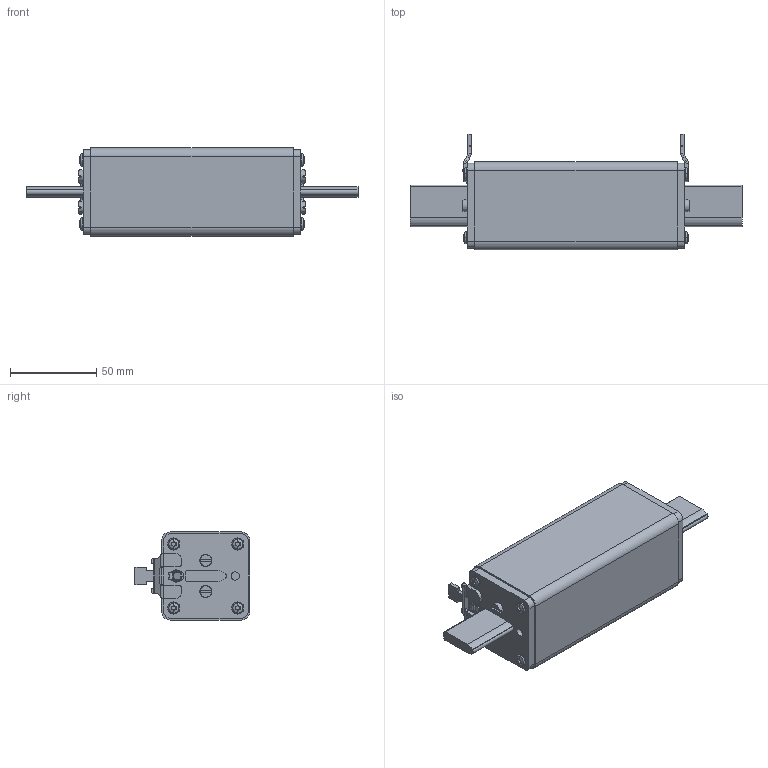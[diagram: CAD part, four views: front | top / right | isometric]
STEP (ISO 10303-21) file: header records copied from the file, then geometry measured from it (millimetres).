
FILE_DESCRIPTION((''),'2;1');
FILE_NAME('NH1XLM_1500_MODEL','2016-10-11T',('janez.tomelj'),('Audax d.o.o.'),'CREO PARAMETRIC BY PTC INC, 2015290','CREO PARAMETRIC BY PTC INC, 2015290','');
FILE_SCHEMA(('CONFIG_CONTROL_DESIGN'));
Length unit declared in the file: millimetre
Products named in the file (1): NH1XLM_1500_MODEL
Bounding box: 192 x 67 x 51 mm (x, y, z)
Volume: 334396.7 mm3; surface area: 35684.5 mm2
Topology: 1 solids, 1 shells, 453 faces, 1201 edges, 760 vertices
Faces by surface type: cylinder 217, plane 165, torus 26, sphere 16, bspline 15, cone 14
Entity records: 24581 total; most frequent: CARTESIAN_POINT 13294, ORIENTED_EDGE 2402, DIRECTION 2354, EDGE_CURVE 1201, AXIS2_PLACEMENT_3D 887, VERTEX_POINT 760, VECTOR 580, LINE 580
